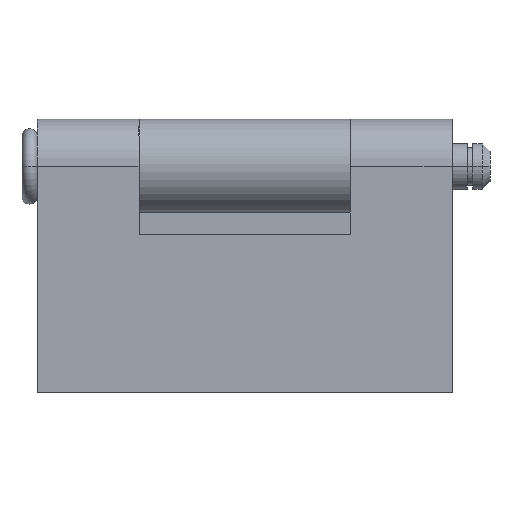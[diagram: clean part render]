
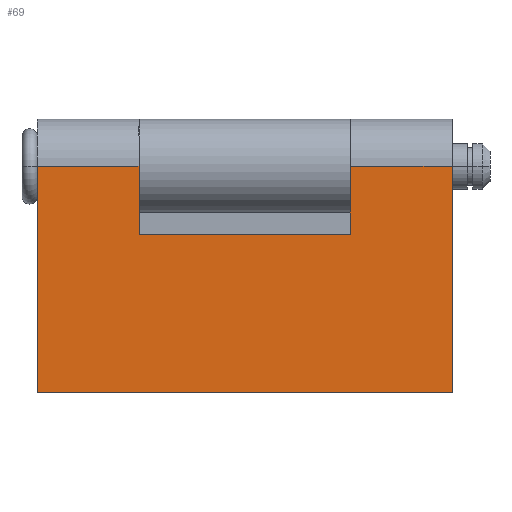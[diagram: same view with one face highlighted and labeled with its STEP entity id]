
A CAD part, left-side view. The second image highlights one B-rep face of the part: STEP entity #69.
In plain terms, the highlighted planar face has unit normal (-1, 0, 0).
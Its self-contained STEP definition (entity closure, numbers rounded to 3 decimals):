
#64 = VERTEX_POINT ( 'NONE', #664 ) ;
#66 = EDGE_CURVE ( 'NONE', #64, #67, #663, .T. ) ;
#67 = VERTEX_POINT ( 'NONE', #659 ) ;
#69 = ADVANCED_FACE ( 'NONE', ( #658 ), #849, .F. ) ;
#70 = EDGE_LOOP ( 'NONE', ( #71, #115, #315, #307, #311, #257, #253, #305 ) ) ;
#71 = ORIENTED_EDGE ( 'NONE', *, *, #66, .F. ) ;
#95 = VERTEX_POINT ( 'NONE', #811 ) ;
#115 = ORIENTED_EDGE ( 'NONE', *, *, #116, .F. ) ;
#116 = EDGE_CURVE ( 'NONE', #117, #64, #1041, .T. ) ;
#117 = VERTEX_POINT ( 'NONE', #1012 ) ;
#160 = EDGE_CURVE ( 'NONE', #312, #184, #956, .T. ) ;
#163 = EDGE_CURVE ( 'NONE', #195, #312, #952, .T. ) ;
#174 = EDGE_CURVE ( 'NONE', #95, #67, #928, .T. ) ;
#176 = EDGE_CURVE ( 'NONE', #184, #117, #1067, .T. ) ;
#183 = EDGE_CURVE ( 'NONE', #268, #195, #1063, .T. ) ;
#184 = VERTEX_POINT ( 'NONE', #982 ) ;
#185 = EDGE_CURVE ( 'NONE', #268, #95, #981, .T. ) ;
#195 = VERTEX_POINT ( 'NONE', #903 ) ;
#253 = ORIENTED_EDGE ( 'NONE', *, *, #185, .T. ) ;
#257 = ORIENTED_EDGE ( 'NONE', *, *, #183, .F. ) ;
#268 = VERTEX_POINT ( 'NONE', #1127 ) ;
#305 = ORIENTED_EDGE ( 'NONE', *, *, #174, .T. ) ;
#307 = ORIENTED_EDGE ( 'NONE', *, *, #160, .F. ) ;
#311 = ORIENTED_EDGE ( 'NONE', *, *, #163, .F. ) ;
#312 = VERTEX_POINT ( 'NONE', #1268 ) ;
#315 = ORIENTED_EDGE ( 'NONE', *, *, #176, .F. ) ;
#658 = FACE_OUTER_BOUND ( 'NONE', #70, .T. ) ;
#659 = CARTESIAN_POINT ( 'NONE',  ( -6.25, -27.5, 0. ) ) ;
#660 = DIRECTION ( 'NONE',  ( 0., -1., 0. ) ) ;
#661 = VECTOR ( 'NONE', #660, 1000. ) ;
#662 = CARTESIAN_POINT ( 'NONE',  ( -6.25, 27.5, 0. ) ) ;
#663 = LINE ( 'NONE', #662, #661 ) ;
#664 = CARTESIAN_POINT ( 'NONE',  ( -6.25, -14., 0. ) ) ;
#811 = CARTESIAN_POINT ( 'NONE',  ( -6.25, -27.5, -30. ) ) ;
#844 = DIRECTION ( 'NONE',  ( 1., 0., 0. ) ) ;
#849 = PLANE ( 'NONE',  #853 ) ;
#850 = CARTESIAN_POINT ( 'NONE',  ( -6.25, 27.5, 0. ) ) ;
#853 = AXIS2_PLACEMENT_3D ( 'NONE', #850, #844, #857 ) ;
#857 = DIRECTION ( 'NONE',  ( 0., 0., -1. ) ) ;
#903 = CARTESIAN_POINT ( 'NONE',  ( -6.25, 27.5, 0. ) ) ;
#925 = DIRECTION ( 'NONE',  ( 0., 0., 1. ) ) ;
#926 = VECTOR ( 'NONE', #925, 1000. ) ;
#927 = CARTESIAN_POINT ( 'NONE',  ( -6.25, -27.5, 0. ) ) ;
#928 = LINE ( 'NONE', #927, #926 ) ;
#949 = DIRECTION ( 'NONE',  ( 0., -1., 0. ) ) ;
#950 = VECTOR ( 'NONE', #949, 1000. ) ;
#951 = CARTESIAN_POINT ( 'NONE',  ( -6.25, 27.5, 0. ) ) ;
#952 = LINE ( 'NONE', #951, #950 ) ;
#953 = DIRECTION ( 'NONE',  ( 0., 0., -1. ) ) ;
#954 = VECTOR ( 'NONE', #953, 1000. ) ;
#955 = CARTESIAN_POINT ( 'NONE',  ( -6.25, 14., 6.25 ) ) ;
#956 = LINE ( 'NONE', #955, #954 ) ;
#978 = DIRECTION ( 'NONE',  ( 0., -1., 0. ) ) ;
#979 = VECTOR ( 'NONE', #978, 1000. ) ;
#980 = CARTESIAN_POINT ( 'NONE',  ( -6.25, 27.5, -30. ) ) ;
#981 = LINE ( 'NONE', #980, #979 ) ;
#982 = CARTESIAN_POINT ( 'NONE',  ( -6.25, 14., -9. ) ) ;
#983 = DIRECTION ( 'NONE',  ( 0., 0., 1. ) ) ;
#984 = VECTOR ( 'NONE', #983, 1000. ) ;
#1012 = CARTESIAN_POINT ( 'NONE',  ( -6.25, -14., -9. ) ) ;
#1038 = DIRECTION ( 'NONE',  ( 0., 0., 1. ) ) ;
#1039 = VECTOR ( 'NONE', #1038, 1000. ) ;
#1040 = CARTESIAN_POINT ( 'NONE',  ( -6.25, -14., 6.25 ) ) ;
#1041 = LINE ( 'NONE', #1040, #1039 ) ;
#1062 = CARTESIAN_POINT ( 'NONE',  ( -6.25, 27.5, 0. ) ) ;
#1063 = LINE ( 'NONE', #1062, #984 ) ;
#1064 = DIRECTION ( 'NONE',  ( 0., -1., 0. ) ) ;
#1065 = VECTOR ( 'NONE', #1064, 1000. ) ;
#1066 = CARTESIAN_POINT ( 'NONE',  ( -6.25, 14., -9. ) ) ;
#1067 = LINE ( 'NONE', #1066, #1065 ) ;
#1127 = CARTESIAN_POINT ( 'NONE',  ( -6.25, 27.5, -30. ) ) ;
#1268 = CARTESIAN_POINT ( 'NONE',  ( -6.25, 14., 0. ) ) ;
